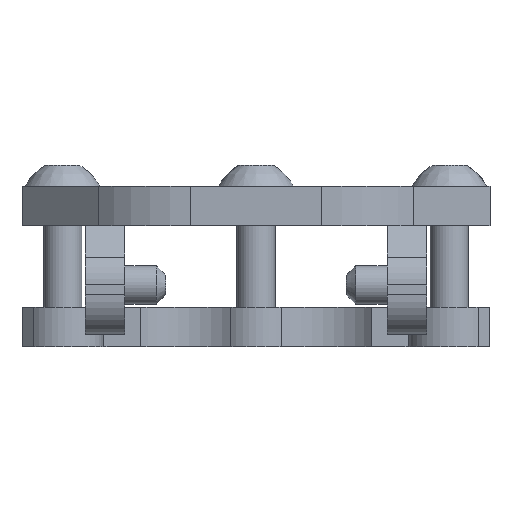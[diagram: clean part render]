
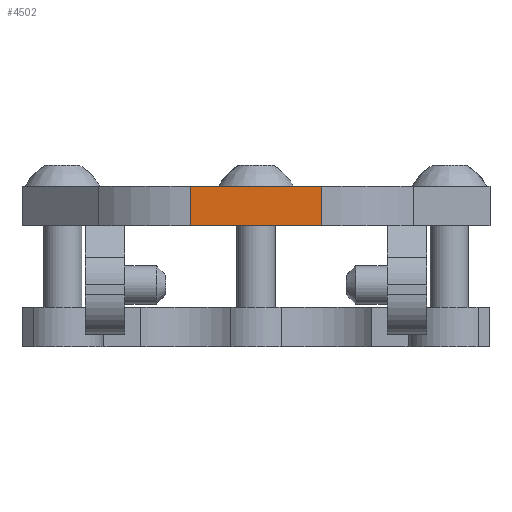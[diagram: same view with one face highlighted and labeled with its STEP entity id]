
A CAD part, left-side view. The second image highlights one B-rep face of the part: STEP entity #4502.
In plain terms, the highlighted face is planar.
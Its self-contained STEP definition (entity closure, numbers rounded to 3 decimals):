
#684=FACE_OUTER_BOUND('',#972,.T.);
#972=EDGE_LOOP('',(#4127,#4128,#4129,#4130));
#1404=LINE('',#7345,#1869);
#1409=LINE('',#7360,#1874);
#1429=LINE('',#7415,#1894);
#1437=LINE('',#7440,#1902);
#1869=VECTOR('',#6042,10.);
#1874=VECTOR('',#6055,10.);
#1894=VECTOR('',#6105,10.);
#1902=VECTOR('',#6139,10.);
#2275=VERTEX_POINT('',#7342);
#2276=VERTEX_POINT('',#7344);
#2282=VERTEX_POINT('',#7359);
#2302=VERTEX_POINT('',#7413);
#2866=EDGE_CURVE('',#2275,#2276,#1404,.T.);
#2873=EDGE_CURVE('',#2282,#2276,#1409,.T.);
#2902=EDGE_CURVE('',#2302,#2275,#1429,.T.);
#2914=EDGE_CURVE('',#2302,#2282,#1437,.T.);
#4127=ORIENTED_EDGE('',*,*,#2902,.F.);
#4128=ORIENTED_EDGE('',*,*,#2914,.T.);
#4129=ORIENTED_EDGE('',*,*,#2873,.T.);
#4130=ORIENTED_EDGE('',*,*,#2866,.F.);
#4281=PLANE('',#4895);
#4502=ADVANCED_FACE('',(#684),#4281,.T.);
#4895=AXIS2_PLACEMENT_3D('',#7441,#6140,#6141);
#6042=DIRECTION('',(0.,0.,1.));
#6055=DIRECTION('',(0.,-1.,0.));
#6105=DIRECTION('',(0.,-1.,0.));
#6139=DIRECTION('',(0.,0.,1.));
#6140=DIRECTION('center_axis',(1.,0.,0.));
#6141=DIRECTION('ref_axis',(0.,1.,0.));
#7342=CARTESIAN_POINT('',(26.75,-18.,0.2));
#7344=CARTESIAN_POINT('',(26.75,-18.,3.2));
#7345=CARTESIAN_POINT('',(26.75,-18.,0.2));
#7359=CARTESIAN_POINT('',(26.75,-8.,3.2));
#7360=CARTESIAN_POINT('',(26.75,-17.172,3.2));
#7413=CARTESIAN_POINT('',(26.75,-8.,0.2));
#7415=CARTESIAN_POINT('',(26.75,-17.172,0.2));
#7440=CARTESIAN_POINT('',(26.75,-8.,0.2));
#7441=CARTESIAN_POINT('Origin',(26.75,-13.,0.2));
